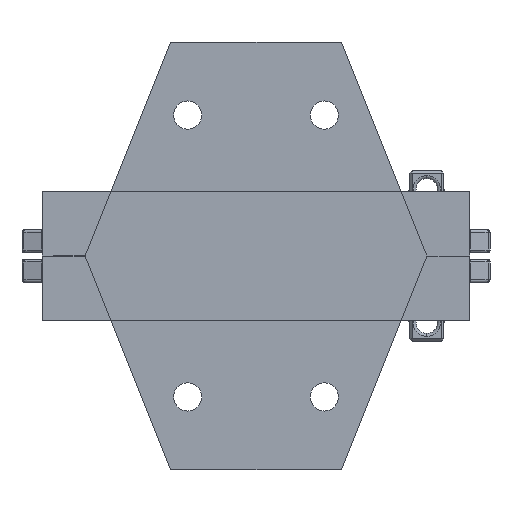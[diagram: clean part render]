
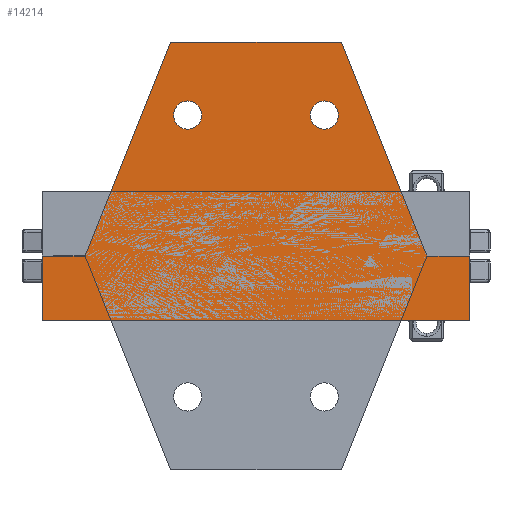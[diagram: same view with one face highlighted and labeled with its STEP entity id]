
A CAD part, front view. The second image highlights one B-rep face of the part: STEP entity #14214.
In plain terms, the highlighted planar face has unit normal (0, -1, 0).
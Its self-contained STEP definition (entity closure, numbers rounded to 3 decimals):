
#105 = DIRECTION ( 'NONE',  ( 0., 1., 0. ) ) ;
#382 = AXIS2_PLACEMENT_3D ( 'NONE', #14019, #14905, #4196 ) ;
#560 = CARTESIAN_POINT ( 'NONE',  ( 20., -60., 0. ) ) ;
#668 = EDGE_LOOP ( 'NONE', ( #2117, #10626 ) ) ;
#716 = CARTESIAN_POINT ( 'NONE',  ( 10., -60., 25. ) ) ;
#792 = EDGE_CURVE ( 'NONE', #8211, #6028, #20087, .T. ) ;
#921 = ORIENTED_EDGE ( 'NONE', *, *, #1191, .F. ) ;
#1035 = VECTOR ( 'NONE', #12117, 1000. ) ;
#1191 = EDGE_CURVE ( 'NONE', #12210, #1724, #18295, .T. ) ;
#1240 = VERTEX_POINT ( 'NONE', #13056 ) ;
#1311 = LINE ( 'NONE', #5038, #1035 ) ;
#1566 = FACE_BOUND ( 'NONE', #668, .T. ) ;
#1724 = VERTEX_POINT ( 'NONE', #18325 ) ;
#1745 = ORIENTED_EDGE ( 'NONE', *, *, #792, .T. ) ;
#1827 = CIRCLE ( 'NONE', #19295, 1.65 ) ;
#1914 = VERTEX_POINT ( 'NONE', #3293 ) ;
#2117 = ORIENTED_EDGE ( 'NONE', *, *, #7153, .T. ) ;
#2352 = LINE ( 'NONE', #10834, #8962 ) ;
#2514 = CARTESIAN_POINT ( 'NONE',  ( 25., -60., -7.5 ) ) ;
#2812 = CARTESIAN_POINT ( 'NONE',  ( -10., -60., 25. ) ) ;
#3062 = CARTESIAN_POINT ( 'NONE',  ( -8., -60., 16.5 ) ) ;
#3068 = AXIS2_PLACEMENT_3D ( 'NONE', #11885, #13878, #17942 ) ;
#3179 = ORIENTED_EDGE ( 'NONE', *, *, #6129, .T. ) ;
#3214 = EDGE_CURVE ( 'NONE', #1724, #19562, #2352, .T. ) ;
#3293 = CARTESIAN_POINT ( 'NONE',  ( 9.65, -60., 16.5 ) ) ;
#3969 = CIRCLE ( 'NONE', #16979, 1.65 ) ;
#4196 = DIRECTION ( 'NONE',  ( -1., 0., 0. ) ) ;
#4338 = CARTESIAN_POINT ( 'NONE',  ( -9.65, -60., 16.5 ) ) ;
#4562 = CARTESIAN_POINT ( 'NONE',  ( -25., -60., -7.5 ) ) ;
#4932 = DIRECTION ( 'NONE',  ( 1., 0., 0. ) ) ;
#4940 = CIRCLE ( 'NONE', #3068, 1.65 ) ;
#5038 = CARTESIAN_POINT ( 'NONE',  ( -25., -60., -7.5 ) ) ;
#5052 = VERTEX_POINT ( 'NONE', #7478 ) ;
#5855 = CARTESIAN_POINT ( 'NONE',  ( 0., -60., 0. ) ) ;
#6028 = VERTEX_POINT ( 'NONE', #6551 ) ;
#6129 = EDGE_CURVE ( 'NONE', #8843, #18046, #3969, .T. ) ;
#6551 = CARTESIAN_POINT ( 'NONE',  ( 25., -60., -7.5 ) ) ;
#6592 = EDGE_CURVE ( 'NONE', #19562, #5052, #9397, .T. ) ;
#7153 = EDGE_CURVE ( 'NONE', #1914, #11888, #14434, .T. ) ;
#7307 = CARTESIAN_POINT ( 'NONE',  ( -20., -60., 0. ) ) ;
#7464 = VECTOR ( 'NONE', #12752, 1000. ) ;
#7478 = CARTESIAN_POINT ( 'NONE',  ( 20., -60., 0. ) ) ;
#7520 = LINE ( 'NONE', #9717, #13230 ) ;
#8211 = VERTEX_POINT ( 'NONE', #4562 ) ;
#8307 = FACE_OUTER_BOUND ( 'NONE', #22826, .T. ) ;
#8327 = DIRECTION ( 'NONE',  ( 0., 1., 0. ) ) ;
#8420 = FACE_BOUND ( 'NONE', #21154, .T. ) ;
#8843 = VERTEX_POINT ( 'NONE', #15193 ) ;
#8962 = VECTOR ( 'NONE', #13062, 1000. ) ;
#9249 = ORIENTED_EDGE ( 'NONE', *, *, #3214, .F. ) ;
#9397 = LINE ( 'NONE', #560, #14415 ) ;
#9625 = DIRECTION ( 'NONE',  ( 0.371, 0., -0.928 ) ) ;
#9717 = CARTESIAN_POINT ( 'NONE',  ( 0., -60., 0. ) ) ;
#10626 = ORIENTED_EDGE ( 'NONE', *, *, #16286, .T. ) ;
#10834 = CARTESIAN_POINT ( 'NONE',  ( 10., -60., 25. ) ) ;
#11625 = VECTOR ( 'NONE', #22344, 1000. ) ;
#11760 = EDGE_CURVE ( 'NONE', #8211, #1240, #1311, .T. ) ;
#11885 = CARTESIAN_POINT ( 'NONE',  ( 8., -60., 16.5 ) ) ;
#11888 = VERTEX_POINT ( 'NONE', #19465 ) ;
#12117 = DIRECTION ( 'NONE',  ( 0., 0., 1. ) ) ;
#12210 = VERTEX_POINT ( 'NONE', #7307 ) ;
#12240 = ORIENTED_EDGE ( 'NONE', *, *, #6592, .F. ) ;
#12414 = VECTOR ( 'NONE', #13071, 1000. ) ;
#12559 = CARTESIAN_POINT ( 'NONE',  ( -8., -60., 16.5 ) ) ;
#12752 = DIRECTION ( 'NONE',  ( 1., 0., 0. ) ) ;
#13056 = CARTESIAN_POINT ( 'NONE',  ( -25., -60., 0. ) ) ;
#13062 = DIRECTION ( 'NONE',  ( 1., 0., 0. ) ) ;
#13071 = DIRECTION ( 'NONE',  ( 1., 0., 0. ) ) ;
#13230 = VECTOR ( 'NONE', #22105, 1000. ) ;
#13255 = EDGE_CURVE ( 'NONE', #18046, #8843, #1827, .T. ) ;
#13878 = DIRECTION ( 'NONE',  ( 0., 1., 0. ) ) ;
#13901 = PLANE ( 'NONE',  #382 ) ;
#14019 = CARTESIAN_POINT ( 'NONE',  ( 0., -60., -7.5 ) ) ;
#14214 = ADVANCED_FACE ( 'NONE', ( #8307, #8420, #1566 ), #13901, .F. ) ;
#14415 = VECTOR ( 'NONE', #9625, 1000. ) ;
#14434 = CIRCLE ( 'NONE', #15559, 1.65 ) ;
#14829 = ORIENTED_EDGE ( 'NONE', *, *, #20621, .F. ) ;
#14905 = DIRECTION ( 'NONE',  ( 0., 1., 0. ) ) ;
#15193 = CARTESIAN_POINT ( 'NONE',  ( -6.35, -60., 16.5 ) ) ;
#15445 = DIRECTION ( 'NONE',  ( 1., 0., 0. ) ) ;
#15559 = AXIS2_PLACEMENT_3D ( 'NONE', #19166, #8327, #15445 ) ;
#16286 = EDGE_CURVE ( 'NONE', #11888, #1914, #4940, .T. ) ;
#16608 = EDGE_CURVE ( 'NONE', #6028, #16916, #17075, .T. ) ;
#16613 = ORIENTED_EDGE ( 'NONE', *, *, #23028, .F. ) ;
#16688 = CARTESIAN_POINT ( 'NONE',  ( 0., -60., -7.5 ) ) ;
#16916 = VERTEX_POINT ( 'NONE', #19801 ) ;
#16979 = AXIS2_PLACEMENT_3D ( 'NONE', #3062, #22892, #4932 ) ;
#17075 = LINE ( 'NONE', #2514, #11625 ) ;
#17475 = ORIENTED_EDGE ( 'NONE', *, *, #16608, .T. ) ;
#17579 = DIRECTION ( 'NONE',  ( 1., 0., 0. ) ) ;
#17942 = DIRECTION ( 'NONE',  ( 1., 0., 0. ) ) ;
#18046 = VERTEX_POINT ( 'NONE', #4338 ) ;
#18295 = LINE ( 'NONE', #2812, #20940 ) ;
#18325 = CARTESIAN_POINT ( 'NONE',  ( -10., -60., 25. ) ) ;
#19166 = CARTESIAN_POINT ( 'NONE',  ( 8., -60., 16.5 ) ) ;
#19295 = AXIS2_PLACEMENT_3D ( 'NONE', #12559, #105, #17579 ) ;
#19465 = CARTESIAN_POINT ( 'NONE',  ( 6.35, -60., 16.5 ) ) ;
#19562 = VERTEX_POINT ( 'NONE', #716 ) ;
#19801 = CARTESIAN_POINT ( 'NONE',  ( 25., -60., 0. ) ) ;
#20087 = LINE ( 'NONE', #16688, #7464 ) ;
#20430 = ORIENTED_EDGE ( 'NONE', *, *, #11760, .F. ) ;
#20621 = EDGE_CURVE ( 'NONE', #5052, #16916, #21600, .T. ) ;
#20940 = VECTOR ( 'NONE', #21934, 1000. ) ;
#21154 = EDGE_LOOP ( 'NONE', ( #3179, #21869 ) ) ;
#21600 = LINE ( 'NONE', #5855, #12414 ) ;
#21869 = ORIENTED_EDGE ( 'NONE', *, *, #13255, .T. ) ;
#21934 = DIRECTION ( 'NONE',  ( 0.371, 0., 0.928 ) ) ;
#22105 = DIRECTION ( 'NONE',  ( 1., 0., 0. ) ) ;
#22344 = DIRECTION ( 'NONE',  ( 0., 0., 1. ) ) ;
#22826 = EDGE_LOOP ( 'NONE', ( #16613, #20430, #1745, #17475, #14829, #12240, #9249, #921 ) ) ;
#22892 = DIRECTION ( 'NONE',  ( 0., 1., 0. ) ) ;
#23028 = EDGE_CURVE ( 'NONE', #1240, #12210, #7520, .T. ) ;
